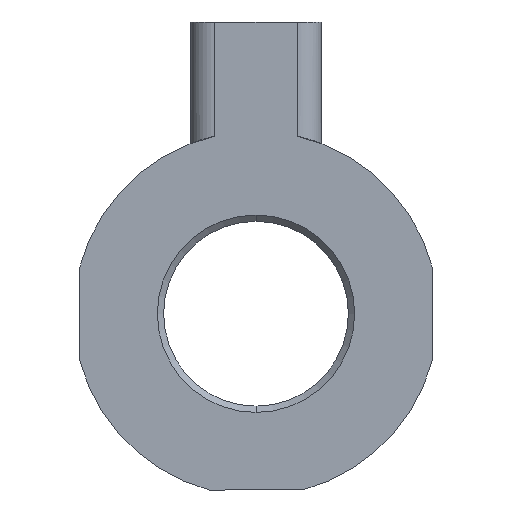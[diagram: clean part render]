
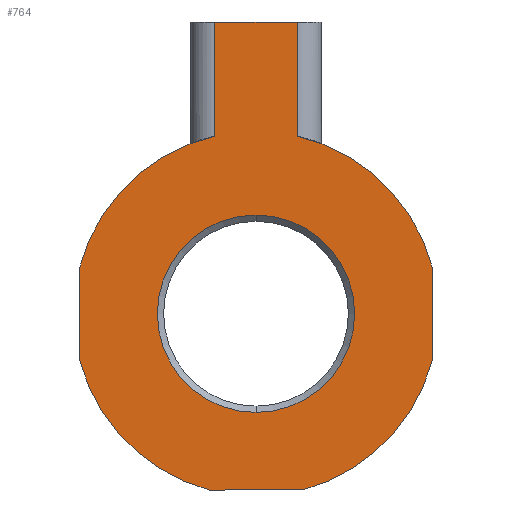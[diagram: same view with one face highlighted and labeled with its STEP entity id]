
A CAD part, front view. The second image highlights one B-rep face of the part: STEP entity #764.
In plain terms, the highlighted planar face has unit normal (0, -1, 0).
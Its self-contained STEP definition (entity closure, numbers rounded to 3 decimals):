
#15 = CARTESIAN_POINT ( 'NONE',  ( 3.841, 0., -14.5 ) ) ;
#17 = EDGE_CURVE ( 'NONE', #37, #1404, #640, .T. ) ;
#37 = VERTEX_POINT ( 'NONE', #1561 ) ;
#44 = EDGE_CURVE ( 'NONE', #159, #1564, #707, .T. ) ;
#47 = DIRECTION ( 'NONE',  ( 0., 0., 1. ) ) ;
#49 = ORIENTED_EDGE ( 'NONE', *, *, #44, .F. ) ;
#50 = DIRECTION ( 'NONE',  ( 0., 1., 0. ) ) ;
#96 = CARTESIAN_POINT ( 'NONE',  ( 0., 0., 0. ) ) ;
#107 = VECTOR ( 'NONE', #717, 1000. ) ;
#138 = ORIENTED_EDGE ( 'NONE', *, *, #177, .F. ) ;
#159 = VERTEX_POINT ( 'NONE', #1534 ) ;
#177 = EDGE_CURVE ( 'NONE', #423, #159, #1336, .T. ) ;
#210 = EDGE_CURVE ( 'NONE', #283, #37, #1287, .T. ) ;
#215 = DIRECTION ( 'NONE',  ( 0., 0., 1. ) ) ;
#231 = CARTESIAN_POINT ( 'NONE',  ( -3.385, 0., 0. ) ) ;
#283 = VERTEX_POINT ( 'NONE', #729 ) ;
#285 = VECTOR ( 'NONE', #773, 1000. ) ;
#291 = CARTESIAN_POINT ( 'NONE',  ( 3.385, 0., 0. ) ) ;
#301 = DIRECTION ( 'NONE',  ( 0., 1., 0. ) ) ;
#312 = LINE ( 'NONE', #922, #1422 ) ;
#337 = CIRCLE ( 'NONE', #1391, 8.118 ) ;
#346 = VERTEX_POINT ( 'NONE', #746 ) ;
#373 = DIRECTION ( 'NONE',  ( 0., 0., 1. ) ) ;
#390 = ORIENTED_EDGE ( 'NONE', *, *, #1012, .T. ) ;
#394 = VERTEX_POINT ( 'NONE', #1064 ) ;
#417 = PLANE ( 'NONE',  #1263 ) ;
#423 = VERTEX_POINT ( 'NONE', #456 ) ;
#430 = CARTESIAN_POINT ( 'NONE',  ( 0., 0., 0. ) ) ;
#436 = ORIENTED_EDGE ( 'NONE', *, *, #472, .T. ) ;
#446 = DIRECTION ( 'NONE',  ( 0., 1., 0. ) ) ;
#456 = CARTESIAN_POINT ( 'NONE',  ( -3.841, 0., -14.5 ) ) ;
#470 = CARTESIAN_POINT ( 'NONE',  ( 0., 0., 0. ) ) ;
#472 = EDGE_CURVE ( 'NONE', #800, #953, #337, .T. ) ;
#487 = AXIS2_PLACEMENT_3D ( 'NONE', #1068, #956, #1415 ) ;
#540 = CARTESIAN_POINT ( 'NONE',  ( 0., 0., 8.118 ) ) ;
#564 = EDGE_CURVE ( 'NONE', #953, #800, #1133, .T. ) ;
#605 = EDGE_LOOP ( 'NONE', ( #1030, #436 ) ) ;
#609 = ORIENTED_EDGE ( 'NONE', *, *, #1129, .F. ) ;
#615 = VECTOR ( 'NONE', #373, 1000. ) ;
#625 = EDGE_LOOP ( 'NONE', ( #1023, #1355, #609, #390, #980, #49, #138, #1395, #1489, #1353 ) ) ;
#637 = CARTESIAN_POINT ( 'NONE',  ( 0., 0., 0. ) ) ;
#640 = CIRCLE ( 'NONE', #1297, 15. ) ;
#675 = CARTESIAN_POINT ( 'NONE',  ( 0., 0., -8.118 ) ) ;
#688 = VECTOR ( 'NONE', #1506, 1000. ) ;
#707 = LINE ( 'NONE', #724, #615 ) ;
#717 = DIRECTION ( 'NONE',  ( 0., 0., -1. ) ) ;
#724 = CARTESIAN_POINT ( 'NONE',  ( -14.5, 0., -3.841 ) ) ;
#729 = CARTESIAN_POINT ( 'NONE',  ( 14.5, 0., 3.841 ) ) ;
#746 = CARTESIAN_POINT ( 'NONE',  ( 3.385, 0., 24. ) ) ;
#752 = CARTESIAN_POINT ( 'NONE',  ( -14.5, 0., 3.841 ) ) ;
#764 = ADVANCED_FACE ( 'NONE', ( #769, #1363 ), #417, .F. ) ;
#769 = FACE_BOUND ( 'NONE', #605, .T. ) ;
#773 = DIRECTION ( 'NONE',  ( 0., 0., 1. ) ) ;
#782 = VERTEX_POINT ( 'NONE', #1373 ) ;
#795 = DIRECTION ( 'NONE',  ( 1., 0., 0. ) ) ;
#800 = VERTEX_POINT ( 'NONE', #540 ) ;
#821 = AXIS2_PLACEMENT_3D ( 'NONE', #637, #301, #1348 ) ;
#843 = CIRCLE ( 'NONE', #821, 15. ) ;
#890 = CARTESIAN_POINT ( 'NONE',  ( -3.385, 0., 14.613 ) ) ;
#901 = EDGE_CURVE ( 'NONE', #1564, #1233, #963, .T. ) ;
#903 = EDGE_CURVE ( 'NONE', #782, #346, #1005, .T. ) ;
#920 = DIRECTION ( 'NONE',  ( 0., 0., 1. ) ) ;
#922 = CARTESIAN_POINT ( 'NONE',  ( -5.385, 0., 24. ) ) ;
#953 = VERTEX_POINT ( 'NONE', #675 ) ;
#956 = DIRECTION ( 'NONE',  ( 0., 1., 0. ) ) ;
#963 = CIRCLE ( 'NONE', #1465, 15. ) ;
#980 = ORIENTED_EDGE ( 'NONE', *, *, #901, .F. ) ;
#998 = CARTESIAN_POINT ( 'NONE',  ( -3.841, 0., -14.5 ) ) ;
#1005 = LINE ( 'NONE', #291, #285 ) ;
#1012 = EDGE_CURVE ( 'NONE', #394, #1233, #1420, .T. ) ;
#1023 = ORIENTED_EDGE ( 'NONE', *, *, #1556, .F. ) ;
#1030 = ORIENTED_EDGE ( 'NONE', *, *, #564, .T. ) ;
#1044 = DIRECTION ( 'NONE',  ( 0., 1., 0. ) ) ;
#1055 = DIRECTION ( 'NONE',  ( 0., 1., 0. ) ) ;
#1058 = CARTESIAN_POINT ( 'NONE',  ( 14.5, 0., -3.841 ) ) ;
#1064 = CARTESIAN_POINT ( 'NONE',  ( -3.385, 0., 24. ) ) ;
#1068 = CARTESIAN_POINT ( 'NONE',  ( 0., 0., 0. ) ) ;
#1129 = EDGE_CURVE ( 'NONE', #394, #346, #312, .T. ) ;
#1133 = CIRCLE ( 'NONE', #1362, 8.118 ) ;
#1183 = EDGE_CURVE ( 'NONE', #1404, #423, #1497, .T. ) ;
#1233 = VERTEX_POINT ( 'NONE', #890 ) ;
#1236 = CARTESIAN_POINT ( 'NONE',  ( 0., 0., 0. ) ) ;
#1245 = DIRECTION ( 'NONE',  ( 0., 1., 0. ) ) ;
#1262 = VECTOR ( 'NONE', #1425, 1000. ) ;
#1263 = AXIS2_PLACEMENT_3D ( 'NONE', #1236, #1245, #47 ) ;
#1287 = LINE ( 'NONE', #1058, #1262 ) ;
#1297 = AXIS2_PLACEMENT_3D ( 'NONE', #470, #446, #920 ) ;
#1336 = CIRCLE ( 'NONE', #487, 15. ) ;
#1348 = DIRECTION ( 'NONE',  ( 0., 0., 1. ) ) ;
#1353 = ORIENTED_EDGE ( 'NONE', *, *, #210, .F. ) ;
#1355 = ORIENTED_EDGE ( 'NONE', *, *, #903, .T. ) ;
#1362 = AXIS2_PLACEMENT_3D ( 'NONE', #1517, #50, #1371 ) ;
#1363 = FACE_OUTER_BOUND ( 'NONE', #625, .T. ) ;
#1371 = DIRECTION ( 'NONE',  ( 0., 0., 1. ) ) ;
#1373 = CARTESIAN_POINT ( 'NONE',  ( 3.385, 0., 14.613 ) ) ;
#1391 = AXIS2_PLACEMENT_3D ( 'NONE', #96, #1055, #215 ) ;
#1395 = ORIENTED_EDGE ( 'NONE', *, *, #1183, .F. ) ;
#1404 = VERTEX_POINT ( 'NONE', #15 ) ;
#1415 = DIRECTION ( 'NONE',  ( 0., 0., 1. ) ) ;
#1420 = LINE ( 'NONE', #231, #107 ) ;
#1422 = VECTOR ( 'NONE', #795, 1000. ) ;
#1425 = DIRECTION ( 'NONE',  ( 0., 0., -1. ) ) ;
#1465 = AXIS2_PLACEMENT_3D ( 'NONE', #430, #1044, #1505 ) ;
#1489 = ORIENTED_EDGE ( 'NONE', *, *, #17, .F. ) ;
#1497 = LINE ( 'NONE', #998, #688 ) ;
#1505 = DIRECTION ( 'NONE',  ( 0., 0., 1. ) ) ;
#1506 = DIRECTION ( 'NONE',  ( -1., 0., 0. ) ) ;
#1517 = CARTESIAN_POINT ( 'NONE',  ( 0., 0., 0. ) ) ;
#1534 = CARTESIAN_POINT ( 'NONE',  ( -14.5, 0., -3.841 ) ) ;
#1556 = EDGE_CURVE ( 'NONE', #782, #283, #843, .T. ) ;
#1561 = CARTESIAN_POINT ( 'NONE',  ( 14.5, 0., -3.841 ) ) ;
#1564 = VERTEX_POINT ( 'NONE', #752 ) ;
